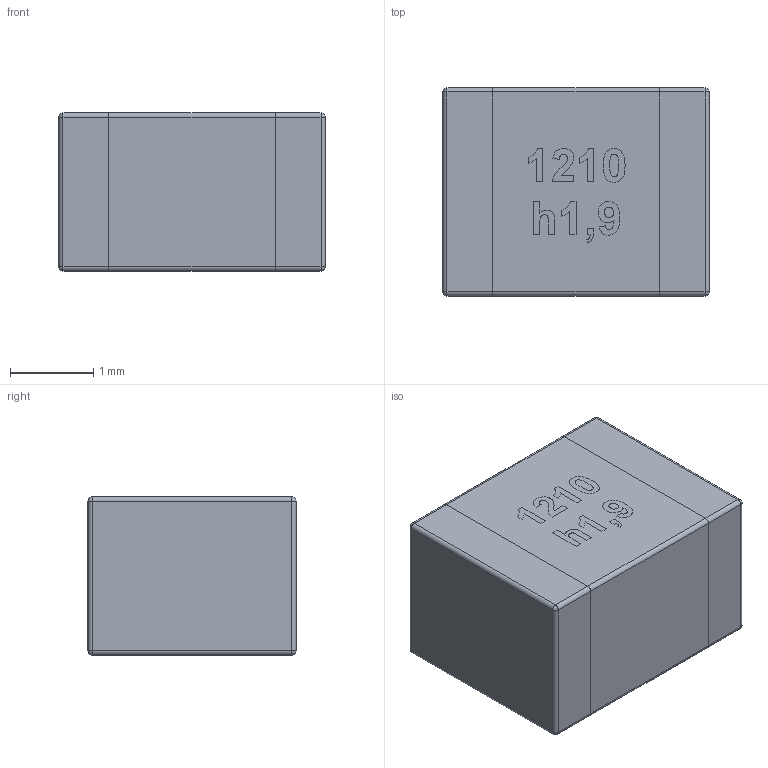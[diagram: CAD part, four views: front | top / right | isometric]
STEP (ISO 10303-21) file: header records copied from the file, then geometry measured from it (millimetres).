
FILE_DESCRIPTION (( 'STEP AP214' ), '1' );
FILE_NAME ('c_1210-h1.9.STEP', '2024-11-27T12:49:30', ( '' ), ( '' ), 'SwSTEP 2.0', 'SolidWorks 2021', '' );
FILE_SCHEMA (( 'AUTOMOTIVE_DESIGN' ));
Length unit declared in the file: millimetre
Products named in the file (1): c_1210-h1.9
Bounding box: 3.2 x 2.5 x 1.9 mm (x, y, z)
Volume: 15.2 mm3; surface area: 56 mm2
Topology: 3 solids, 3 shells, 56 faces, 183 edges, 135 vertices
Faces by surface type: plane 28, cylinder 20, sphere 8
Entity records: 2985 total; most frequent: CARTESIAN_POINT 1021, ORIENTED_EDGE 350, DIRECTION 283, EDGE_CURVE 175, VERTEX_POINT 135, AXIS2_PLACEMENT_3D 97, LINE 89, VECTOR 89
